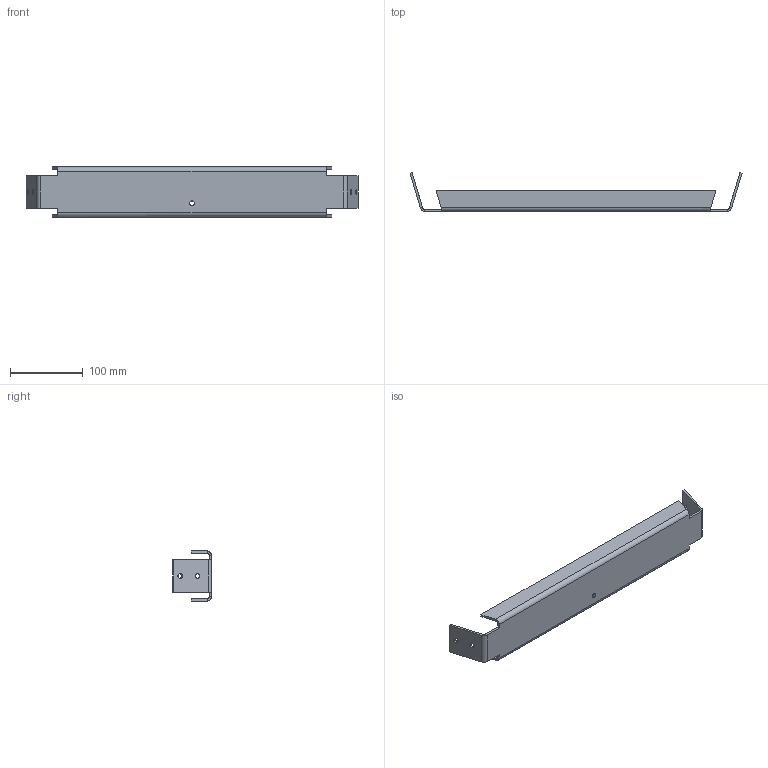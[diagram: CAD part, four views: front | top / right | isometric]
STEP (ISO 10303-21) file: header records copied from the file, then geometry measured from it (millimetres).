
FILE_DESCRIPTION (( 'STEP AP203' ), '1' );
FILE_NAME ('U-Channel_Short_Défaut_sldprt.STEP', '2020-01-15T11:02:26', ( '' ), ( '' ), 'SwSTEP 2.0', 'SolidWorks 2017', '' );
FILE_SCHEMA (( 'CONFIG_CONTROL_DESIGN' ));
Length unit declared in the file: millimetre
Products named in the file (1): U-Channel_Short_Défaut_sldprt
Bounding box: 457.5 x 53.56 x 69 mm (x, y, z)
Volume: 150217.3 mm3; surface area: 104423.3 mm2
Topology: 1 solids, 1 shells, 56 faces, 130 edges, 76 vertices
Faces by surface type: plane 34, cylinder 18, bspline 4
Entity records: 1915 total; most frequent: CARTESIAN_POINT 563, ORIENTED_EDGE 260, DIRECTION 256, EDGE_CURVE 130, VECTOR 94, LINE 94, AXIS2_PLACEMENT_3D 81, VERTEX_POINT 76
